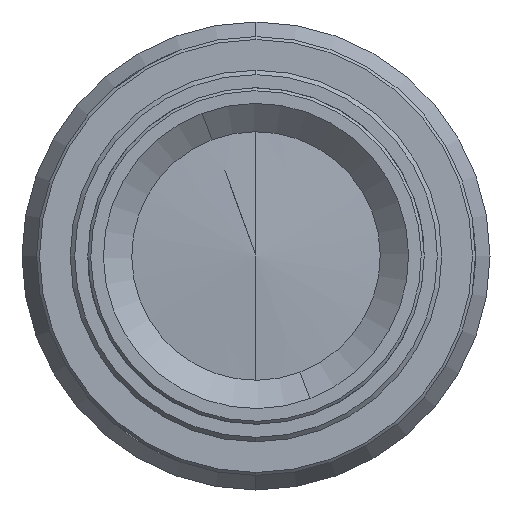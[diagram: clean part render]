
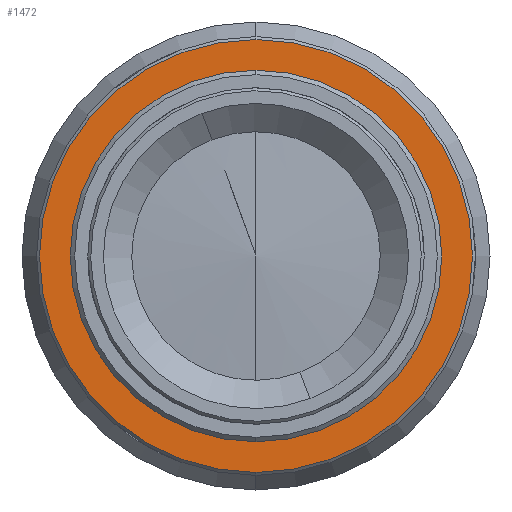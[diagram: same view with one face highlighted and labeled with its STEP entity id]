
A CAD part, left-side view. The second image highlights one B-rep face of the part: STEP entity #1472.
In plain terms, the highlighted planar face has unit normal (-1, 0, 0).
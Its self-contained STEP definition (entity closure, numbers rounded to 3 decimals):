
#11 = AXIS2_PLACEMENT_3D ( 'NONE', #1060, #306, #1086 ) ;
#58 = DIRECTION ( 'NONE',  ( -1., 0., 0. ) ) ;
#68 = CARTESIAN_POINT ( 'NONE',  ( -75.01, -14.978, 14.978 ) ) ;
#98 = ORIENTED_EDGE ( 'NONE', *, *, #1332, .T. ) ;
#101 = AXIS2_PLACEMENT_3D ( 'NONE', #1217, #993, #212 ) ;
#107 = CIRCLE ( 'NONE', #101, 14.8 ) ;
#141 = ORIENTED_EDGE ( 'NONE', *, *, #924, .F. ) ;
#182 = VERTEX_POINT ( 'NONE', #892 ) ;
#212 = DIRECTION ( 'NONE',  ( 0., 0., -1. ) ) ;
#272 = CARTESIAN_POINT ( 'NONE',  ( -75.01, 0., 14.8 ) ) ;
#306 = DIRECTION ( 'NONE',  ( -1., 0., 0. ) ) ;
#385 = EDGE_LOOP ( 'NONE', ( #141, #939 ) ) ;
#457 = DIRECTION ( 'NONE',  ( 0., 0., 1. ) ) ;
#463 = EDGE_CURVE ( 'NONE', #182, #1156, #107, .T. ) ;
#517 = AXIS2_PLACEMENT_3D ( 'NONE', #1302, #811, #1063 ) ;
#577 = PLANE ( 'NONE',  #898 ) ;
#618 = FACE_BOUND ( 'NONE', #385, .T. ) ;
#705 = DIRECTION ( 'NONE',  ( 0., 0., -1. ) ) ;
#780 = VERTEX_POINT ( 'NONE', #1430 ) ;
#811 = DIRECTION ( 'NONE',  ( -1., 0., 0. ) ) ;
#818 = CIRCLE ( 'NONE', #517, 12.3 ) ;
#842 = CARTESIAN_POINT ( 'NONE',  ( -75.01, 0., 0. ) ) ;
#844 = EDGE_CURVE ( 'NONE', #780, #1392, #818, .T. ) ;
#892 = CARTESIAN_POINT ( 'NONE',  ( -75.01, 0., -14.8 ) ) ;
#898 = AXIS2_PLACEMENT_3D ( 'NONE', #68, #1467, #705 ) ;
#924 = EDGE_CURVE ( 'NONE', #1392, #780, #1334, .T. ) ;
#939 = ORIENTED_EDGE ( 'NONE', *, *, #844, .F. ) ;
#993 = DIRECTION ( 'NONE',  ( -1., 0., 0. ) ) ;
#1060 = CARTESIAN_POINT ( 'NONE',  ( -75.01, 0., 0. ) ) ;
#1062 = EDGE_LOOP ( 'NONE', ( #1170, #98 ) ) ;
#1063 = DIRECTION ( 'NONE',  ( 0., 0., 1. ) ) ;
#1086 = DIRECTION ( 'NONE',  ( 0., 0., -1. ) ) ;
#1134 = AXIS2_PLACEMENT_3D ( 'NONE', #842, #58, #457 ) ;
#1156 = VERTEX_POINT ( 'NONE', #272 ) ;
#1170 = ORIENTED_EDGE ( 'NONE', *, *, #463, .T. ) ;
#1217 = CARTESIAN_POINT ( 'NONE',  ( -75.01, 0., 0. ) ) ;
#1302 = CARTESIAN_POINT ( 'NONE',  ( -75.01, 0., 0. ) ) ;
#1306 = CARTESIAN_POINT ( 'NONE',  ( -75.01, 0., 12.3 ) ) ;
#1332 = EDGE_CURVE ( 'NONE', #1156, #182, #1599, .T. ) ;
#1334 = CIRCLE ( 'NONE', #1134, 12.3 ) ;
#1392 = VERTEX_POINT ( 'NONE', #1306 ) ;
#1430 = CARTESIAN_POINT ( 'NONE',  ( -75.01, 0., -12.3 ) ) ;
#1467 = DIRECTION ( 'NONE',  ( 1., 0., 0. ) ) ;
#1472 = ADVANCED_FACE ( 'NONE', ( #618, #1474 ), #577, .F. ) ;
#1474 = FACE_OUTER_BOUND ( 'NONE', #1062, .T. ) ;
#1599 = CIRCLE ( 'NONE', #11, 14.8 ) ;
